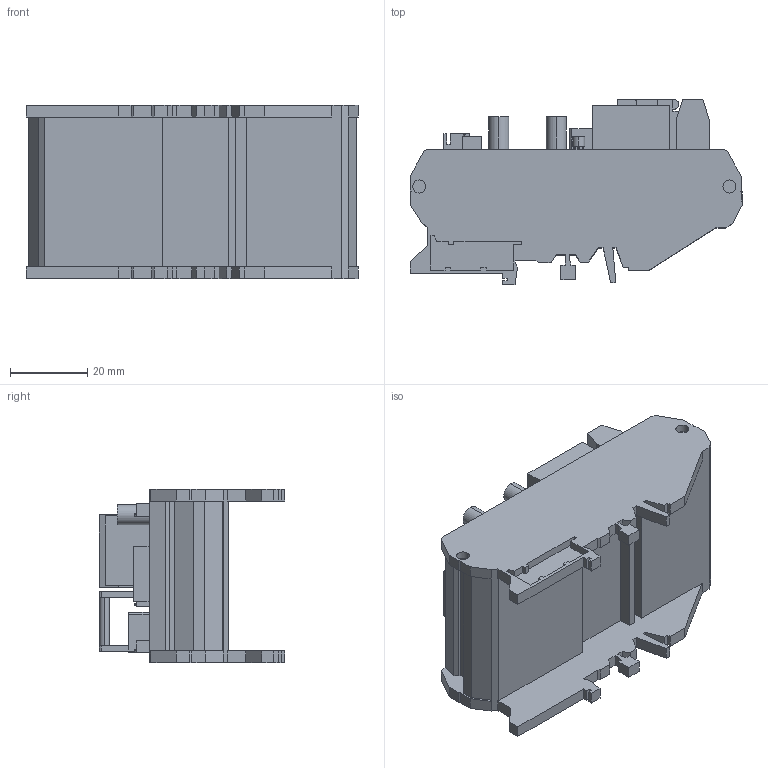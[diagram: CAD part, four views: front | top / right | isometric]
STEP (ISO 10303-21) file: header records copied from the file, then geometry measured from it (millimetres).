
FILE_DESCRIPTION (( 'STEP AP214' ), '1' );
FILE_NAME ('SRCN-C038_3D.STEP', '2022-05-02T19:02:21', ( '' ), ( '' ), 'SwSTEP 2.0', 'SolidWorks 2021', '' );
FILE_SCHEMA (( 'AUTOMOTIVE_DESIGN' ));
Length unit declared in the file: inch
Products named in the file (1): SRCN-C038_3D
Bounding box: 86.17 x 48.08 x 45 mm (x, y, z)
Volume: 43658.6 mm3; surface area: 32012.9 mm2
Topology: 8 solids, 8 shells, 551 faces, 1481 edges, 986 vertices
Faces by surface type: plane 472, cylinder 79
Entity records: 21293 total; most frequent: CARTESIAN_POINT 3019, ORIENTED_EDGE 2962, DIRECTION 2757, EDGE_CURVE 1481, LINE 1309, VECTOR 1309, VERTEX_POINT 986, AXIS2_PLACEMENT_3D 724
